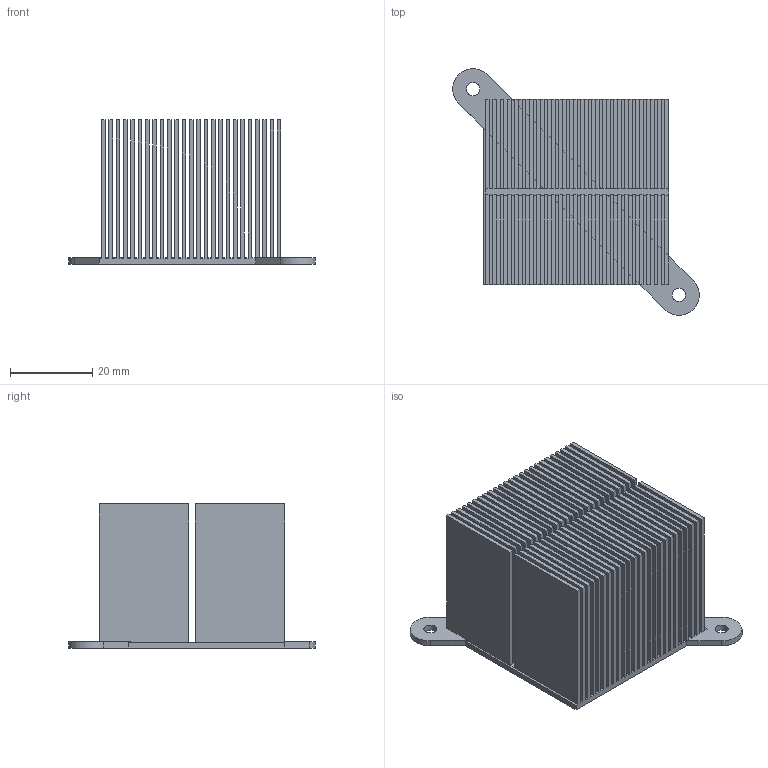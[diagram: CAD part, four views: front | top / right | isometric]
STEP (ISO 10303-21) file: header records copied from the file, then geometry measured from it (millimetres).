
FILE_DESCRIPTION(('FreeCAD Model'),'2;1');
FILE_NAME('Open CASCADE Shape Model','2024-01-29T00:02:14',(''),(''), 'Open CASCADE STEP processor 7.6','FreeCAD','Unknown');
FILE_SCHEMA(('AUTOMOTIVE_DESIGN { 1 0 10303 214 1 1 1 1 }'));
Length unit declared in the file: millimetre
Products named in the file (1): Body
Bounding box: 59.87 x 59.87 x 35 mm (x, y, z)
Volume: 35615.7 mm3; surface area: 80726.4 mm2
Topology: 1 solids, 1 shells, 307 faces, 905 edges, 600 vertices
Faces by surface type: plane 303, cylinder 4
Full cylindrical faces by diameter (mm): 3.175 x2
Entity records: 21810 total; most frequent: CARTESIAN_POINT 3687, DIRECTION 3315, LINE 2683, VECTOR 2683, ORIENTED_EDGE 1810, PCURVE 1810, DEFINITIONAL_REPRESENTATION 1810, EDGE_CURVE 905
